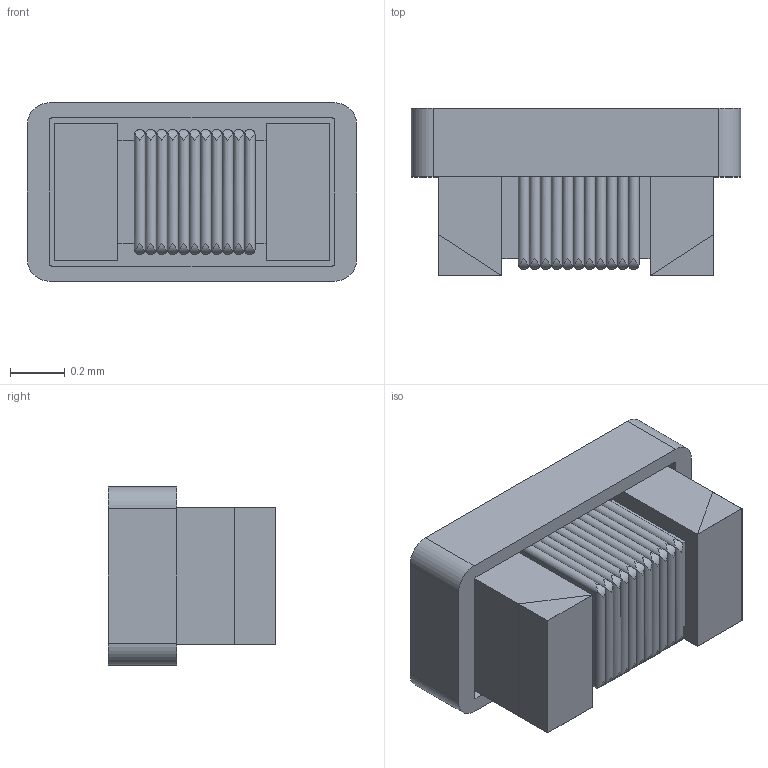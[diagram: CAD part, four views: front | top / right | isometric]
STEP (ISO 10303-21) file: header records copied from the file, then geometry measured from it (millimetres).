
FILE_DESCRIPTION(('STEP AP203'),'1');
FILE_NAME('inductor_0402aqc-0n9m-yy.stp','2023-01-24T17:51:56',('TraceParts'),('TraceParts S.A.'),'Spatial InterOp 3D',' ',' ');
FILE_SCHEMA(('CONFIG_CONTROL_DESIGN'));
Length unit declared in the file: millimetre
Products named in the file (1): 1
Bounding box: 1.2 x 0.61 x 0.65 mm (x, y, z)
Volume: 0.3 mm3; surface area: 6.6 mm2
Topology: 4 solids, 4 shells, 139 faces, 426 edges, 300 vertices
Faces by surface type: cylinder 96, plane 43
Entity records: 6468 total; most frequent: CARTESIAN_POINT 2805, ORIENTED_EDGE 852, DIRECTION 640, EDGE_CURVE 426, VERTEX_POINT 300, AXIS2_PLACEMENT_3D 247, B_SPLINE_CURVE_WITH_KNOTS 176, LINE 146
